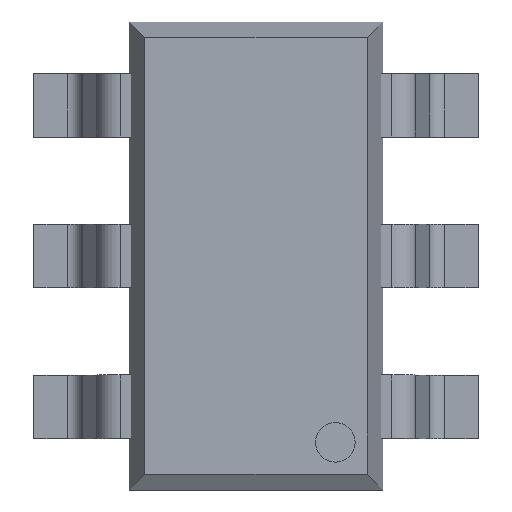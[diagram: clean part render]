
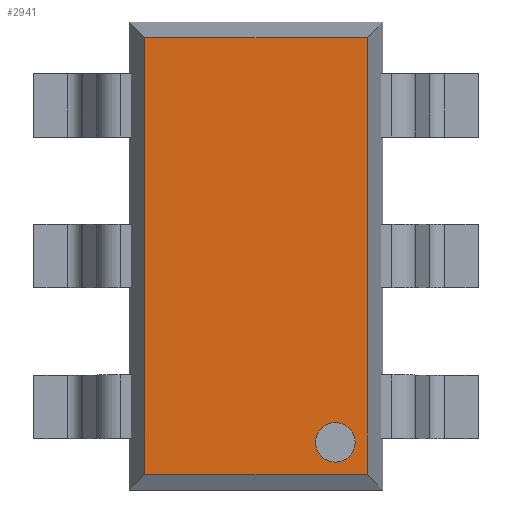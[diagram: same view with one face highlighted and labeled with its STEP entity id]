
A CAD part, top view. The second image highlights one B-rep face of the part: STEP entity #2941.
In plain terms, the highlighted planar face has unit normal (0, 0, 1).
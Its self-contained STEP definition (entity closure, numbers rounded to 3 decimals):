
#878=DIRECTION('',(0.,1.,0.));
#879=VECTOR('',#878,2.75);
#880=CARTESIAN_POINT('',(0.7,-1.375,1.15));
#881=LINE('',#880,#879);
#885=DIRECTION('',(1.,0.,0.));
#886=VECTOR('',#885,1.4);
#887=CARTESIAN_POINT('',(-0.7,-1.375,1.15));
#888=LINE('',#887,#886);
#892=DIRECTION('',(0.,-1.,0.));
#893=VECTOR('',#892,2.75);
#894=CARTESIAN_POINT('',(-0.7,1.375,1.15));
#895=LINE('',#894,#893);
#899=DIRECTION('',(-1.,0.,0.));
#900=VECTOR('',#899,1.4);
#901=CARTESIAN_POINT('',(0.7,1.375,1.15));
#902=LINE('',#901,#900);
#906=CARTESIAN_POINT('',(0.5,-1.175,1.15));
#907=DIRECTION('',(0.,0.,-1.));
#908=DIRECTION('',(-1.,0.,0.));
#909=AXIS2_PLACEMENT_3D('',#906,#907,#908);
#914=CARTESIAN_POINT('',(0.5,-1.175,1.15));
#915=DIRECTION('',(0.,0.,-1.));
#916=DIRECTION('',(1.,0.,0.));
#917=AXIS2_PLACEMENT_3D('',#914,#915,#916);
#1931=CARTESIAN_POINT('',(0.7,-1.375,1.15));
#1932=CARTESIAN_POINT('',(0.7,1.375,1.15));
#1933=VERTEX_POINT('',#1931);
#1934=VERTEX_POINT('',#1932);
#1935=CARTESIAN_POINT('',(-0.7,1.375,1.15));
#1936=VERTEX_POINT('',#1935);
#1937=CARTESIAN_POINT('',(-0.7,-1.375,1.15));
#1938=VERTEX_POINT('',#1937);
#2255=CARTESIAN_POINT('',(0.375,-1.175,1.15));
#2256=CARTESIAN_POINT('',(0.625,-1.175,1.15));
#2257=VERTEX_POINT('',#2255);
#2258=VERTEX_POINT('',#2256);
#2923=CARTESIAN_POINT('',(0.,0.,1.15));
#2924=DIRECTION('',(0.,0.,1.));
#2925=DIRECTION('',(0.,1.,0.));
#2926=AXIS2_PLACEMENT_3D('',#2923,#2924,#2925);
#2927=PLANE('',#2926);
#2928=ORIENTED_EDGE('',*,*,#2431,.F.);
#2930=ORIENTED_EDGE('',*,*,#2929,.F.);
#2931=ORIENTED_EDGE('',*,*,#2721,.F.);
#2932=ORIENTED_EDGE('',*,*,#2902,.F.);
#2933=EDGE_LOOP('',(#2928,#2930,#2931,#2932));
#2934=FACE_OUTER_BOUND('',#2933,.F.);
#2936=ORIENTED_EDGE('',*,*,#2935,.F.);
#2938=ORIENTED_EDGE('',*,*,#2937,.F.);
#2939=EDGE_LOOP('',(#2936,#2938));
#2940=FACE_BOUND('',#2939,.F.);
#2941=ADVANCED_FACE('',(#2934,#2940),#2927,.T.);
#910=CIRCLE('',#909,0.125);
#918=CIRCLE('',#917,0.125);
#2431=EDGE_CURVE('',#1933,#1934,#881,.T.);
#2721=EDGE_CURVE('',#1936,#1938,#895,.T.);
#2902=EDGE_CURVE('',#1934,#1936,#902,.T.);
#2929=EDGE_CURVE('',#1938,#1933,#888,.T.);
#2935=EDGE_CURVE('',#2257,#2258,#910,.T.);
#2937=EDGE_CURVE('',#2258,#2257,#918,.T.);
